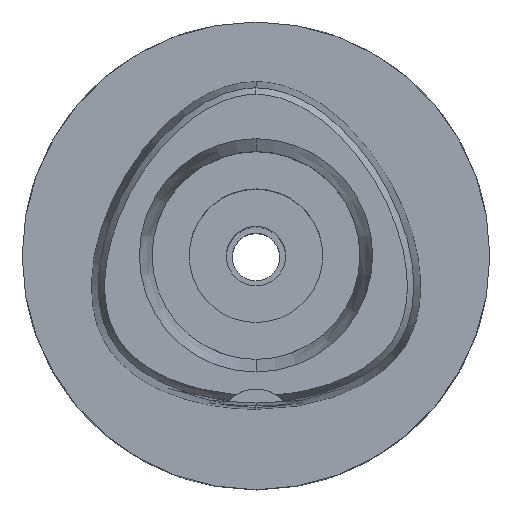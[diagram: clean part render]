
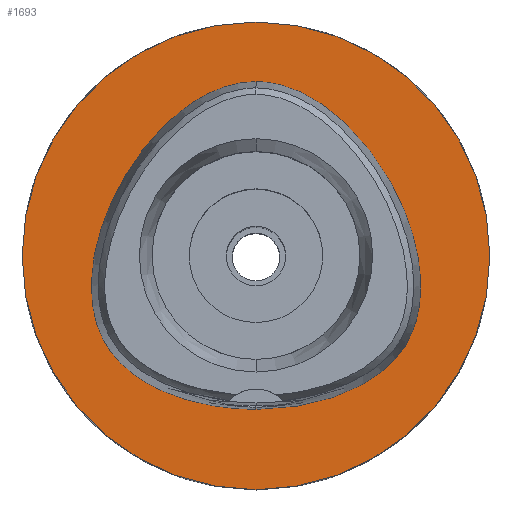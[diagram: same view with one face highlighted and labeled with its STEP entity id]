
A CAD part, top view. The second image highlights one B-rep face of the part: STEP entity #1693.
In plain terms, the highlighted planar face has unit normal (0, 0, 1).
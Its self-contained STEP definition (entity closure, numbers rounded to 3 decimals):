
#22 = FACE_BOUND ( 'NONE', #734, .T. ) ;
#45 = CARTESIAN_POINT ( 'NONE',  ( 0., 23.475, 0. ) ) ;
#120 = CARTESIAN_POINT ( 'NONE',  ( 5.098, 22.526, 0. ) ) ;
#247 = CARTESIAN_POINT ( 'NONE',  ( -22.057, -6.848, 0. ) ) ;
#431 = CARTESIAN_POINT ( 'NONE',  ( 7.571, 21.315, 0. ) ) ;
#488 = CARTESIAN_POINT ( 'NONE',  ( 10.746, 19.174, 0. ) ) ;
#559 = CARTESIAN_POINT ( 'NONE',  ( 0., 23.475, 0. ) ) ;
#609 = CARTESIAN_POINT ( 'NONE',  ( -11.233, -18.893, 0. ) ) ;
#726 = CARTESIAN_POINT ( 'NONE',  ( -10.746, 19.174, 0. ) ) ;
#734 = EDGE_LOOP ( 'NONE', ( #4525, #2640 ) ) ;
#748 = CARTESIAN_POINT ( 'NONE',  ( -20.749, 4.657, 0. ) ) ;
#818 = DIRECTION ( 'NONE',  ( 0., 0., -1. ) ) ;
#824 = CARTESIAN_POINT ( 'NONE',  ( 18.568, -14.169, 0. ) ) ;
#843 = CARTESIAN_POINT ( 'NONE',  ( 14.408, 15.641, 0. ) ) ;
#860 = CARTESIAN_POINT ( 'NONE',  ( -0.855, 23.475, 0. ) ) ;
#873 = CARTESIAN_POINT ( 'NONE',  ( 14.673, -17.214, 0. ) ) ;
#943 = AXIS2_PLACEMENT_3D ( 'NONE', #1707, #1600, #1625 ) ;
#1040 = AXIS2_PLACEMENT_3D ( 'NONE', #2746, #1965, #3414 ) ;
#1136 = EDGE_CURVE ( 'NONE', #3573, #2296, #3641, .T. ) ;
#1241 = CARTESIAN_POINT ( 'NONE',  ( 22.057, -6.848, 0. ) ) ;
#1391 = CARTESIAN_POINT ( 'NONE',  ( -14.673, -17.214, 0. ) ) ;
#1530 = CARTESIAN_POINT ( 'NONE',  ( 0., 23.475, 0. ) ) ;
#1600 = DIRECTION ( 'NONE',  ( 0., 0., -1. ) ) ;
#1625 = DIRECTION ( 'NONE',  ( 0., -1., 0. ) ) ;
#1677 = PLANE ( 'NONE',  #943 ) ;
#1693 = ADVANCED_FACE ( 'NONE', ( #3971, #22 ), #1677, .F. ) ;
#1707 = CARTESIAN_POINT ( 'NONE',  ( 0., 0., 0. ) ) ;
#1746 = CARTESIAN_POINT ( 'NONE',  ( 0., -20.675, 0. ) ) ;
#1874 = CARTESIAN_POINT ( 'NONE',  ( 0., -31.5, 0. ) ) ;
#1965 = DIRECTION ( 'NONE',  ( 0., 0., -1. ) ) ;
#1979 = CARTESIAN_POINT ( 'NONE',  ( 0., 0., 0. ) ) ;
#2007 = CARTESIAN_POINT ( 'NONE',  ( 2.565, 23.293, 0. ) ) ;
#2011 = CARTESIAN_POINT ( 'NONE',  ( 0., 31.5, 0. ) ) ;
#2030 = CARTESIAN_POINT ( 'NONE',  ( 19.649, -12.825, 0. ) ) ;
#2033 = EDGE_CURVE ( 'NONE', #2296, #3573, #3733, .T. ) ;
#2108 = CARTESIAN_POINT ( 'NONE',  ( 2.114, -20.675, 0. ) ) ;
#2202 = CARTESIAN_POINT ( 'NONE',  ( -16.959, -15.678, 0. ) ) ;
#2293 = CARTESIAN_POINT ( 'NONE',  ( -14.408, 15.641, 0. ) ) ;
#2296 = VERTEX_POINT ( 'NONE', #2011 ) ;
#2388 = CARTESIAN_POINT ( 'NONE',  ( 20.749, 4.657, 0. ) ) ;
#2438 = CARTESIAN_POINT ( 'NONE',  ( 16.959, -15.678, 0. ) ) ;
#2583 = CARTESIAN_POINT ( 'NONE',  ( -20.932, -10.604, 0. ) ) ;
#2611 = EDGE_CURVE ( 'NONE', #2700, #3305, #4025, .T. ) ;
#2640 = ORIENTED_EDGE ( 'NONE', *, *, #2611, .F. ) ;
#2674 = CARTESIAN_POINT ( 'NONE',  ( -5.098, 22.526, 0. ) ) ;
#2695 = CARTESIAN_POINT ( 'NONE',  ( -18.068, 10.432, 0. ) ) ;
#2700 = VERTEX_POINT ( 'NONE', #3726 ) ;
#2746 = CARTESIAN_POINT ( 'NONE',  ( 0., 0., 0. ) ) ;
#2913 = CARTESIAN_POINT ( 'NONE',  ( -21.555, -8.996, 0. ) ) ;
#3078 = CARTESIAN_POINT ( 'NONE',  ( -2.565, 23.293, 0. ) ) ;
#3084 = ORIENTED_EDGE ( 'NONE', *, *, #1136, .F. ) ;
#3177 = CARTESIAN_POINT ( 'NONE',  ( 20.35, -11.749, 0. ) ) ;
#3266 = CARTESIAN_POINT ( 'NONE',  ( 21.978, -0.281, 0. ) ) ;
#3305 = VERTEX_POINT ( 'NONE', #559 ) ;
#3308 = CARTESIAN_POINT ( 'NONE',  ( -18.568, -14.169, 0. ) ) ;
#3387 = CARTESIAN_POINT ( 'NONE',  ( -19.649, -12.825, 0. ) ) ;
#3402 = AXIS2_PLACEMENT_3D ( 'NONE', #1979, #818, #3560 ) ;
#3414 = DIRECTION ( 'NONE',  ( 0., 1., 0. ) ) ;
#3548 = EDGE_LOOP ( 'NONE', ( #4263, #3084 ) ) ;
#3560 = DIRECTION ( 'NONE',  ( 0., -1., 0. ) ) ;
#3567 = CARTESIAN_POINT ( 'NONE',  ( 0.855, 23.475, 0. ) ) ;
#3573 = VERTEX_POINT ( 'NONE', #1874 ) ;
#3641 = CIRCLE ( 'NONE', #3402, 31.5 ) ;
#3646 = CARTESIAN_POINT ( 'NONE',  ( 6.341, -20.298, 0. ) ) ;
#3676 = CARTESIAN_POINT ( 'NONE',  ( 20.932, -10.604, 0. ) ) ;
#3726 = CARTESIAN_POINT ( 'NONE',  ( 0., -20.675, 0. ) ) ;
#3733 = CIRCLE ( 'NONE', #1040, 31.5 ) ;
#3772 = CARTESIAN_POINT ( 'NONE',  ( -22.245, -4.1, 0. ) ) ;
#3880 = CARTESIAN_POINT ( 'NONE',  ( -21.978, -0.281, 0. ) ) ;
#3953 = CARTESIAN_POINT ( 'NONE',  ( 18.068, 10.432, 0. ) ) ;
#3971 = FACE_OUTER_BOUND ( 'NONE', #3548, .T. ) ;
#4000 = CARTESIAN_POINT ( 'NONE',  ( 21.555, -8.996, 0. ) ) ;
#4023 = CARTESIAN_POINT ( 'NONE',  ( 0., -20.675, 0. ) ) ;
#4025 = B_SPLINE_CURVE_WITH_KNOTS ( 'NONE', 3,
 ( #4023, #2108, #3646, #4764, #873, #2438, #824, #2030, #3177, #3676, #4000, #1241, #4356, #3266, #2388, #3953, #843, #488, #431, #120, #2007, #3567, #45 ),
 .UNSPECIFIED., .F., .F.,
 ( 4, 1, 1, 1, 1, 1, 1, 1, 1, 1, 1, 1, 1, 1, 1, 1, 1, 1, 1, 1, 4 ),
 ( 0., 0.083, 0.167, 0.208, 0.25, 0.292, 0.312, 0.333, 0.354, 0.375, 0.417, 0.458, 0.5, 0.583, 0.667, 0.75, 0.833, 0.875, 0.917, 0.958, 1. ),
 .UNSPECIFIED. ) ;
#4263 = ORIENTED_EDGE ( 'NONE', *, *, #2033, .F. ) ;
#4356 = CARTESIAN_POINT ( 'NONE',  ( 22.245, -4.1, 0. ) ) ;
#4429 = CARTESIAN_POINT ( 'NONE',  ( -6.341, -20.298, 0. ) ) ;
#4481 = CARTESIAN_POINT ( 'NONE',  ( -2.114, -20.675, 0. ) ) ;
#4506 = CARTESIAN_POINT ( 'NONE',  ( -20.35, -11.749, 0. ) ) ;
#4525 = ORIENTED_EDGE ( 'NONE', *, *, #4749, .F. ) ;
#4749 = EDGE_CURVE ( 'NONE', #3305, #2700, #4825, .T. ) ;
#4764 = CARTESIAN_POINT ( 'NONE',  ( 11.233, -18.893, 0. ) ) ;
#4780 = CARTESIAN_POINT ( 'NONE',  ( -7.571, 21.315, 0. ) ) ;
#4825 = B_SPLINE_CURVE_WITH_KNOTS ( 'NONE', 3,
 ( #1530, #860, #3078, #2674, #4780, #726, #2293, #2695, #748, #3880, #3772, #247, #2913, #2583, #4506, #3387, #3308, #2202, #1391, #609, #4429, #4481, #1746 ),
 .UNSPECIFIED., .F., .F.,
 ( 4, 1, 1, 1, 1, 1, 1, 1, 1, 1, 1, 1, 1, 1, 1, 1, 1, 1, 1, 1, 4 ),
 ( 0., 0.042, 0.083, 0.125, 0.167, 0.25, 0.333, 0.417, 0.5, 0.542, 0.583, 0.625, 0.646, 0.667, 0.688, 0.708, 0.75, 0.792, 0.833, 0.917, 1. ),
 .UNSPECIFIED. ) ;
